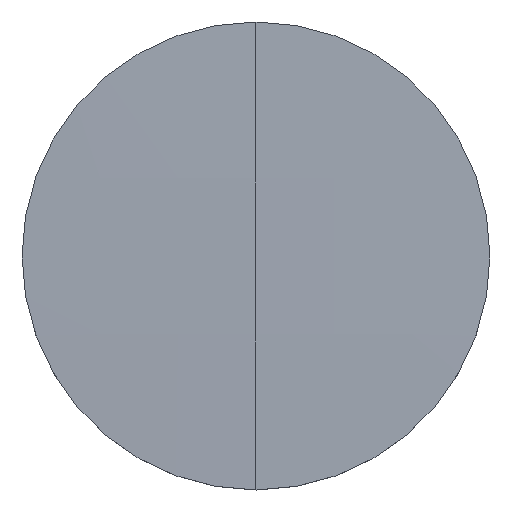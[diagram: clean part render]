
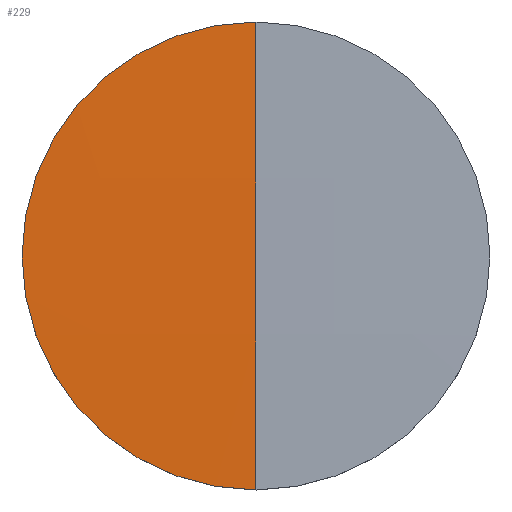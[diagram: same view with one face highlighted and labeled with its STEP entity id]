
A CAD part, top view. The second image highlights one B-rep face of the part: STEP entity #229.
In plain terms, the highlighted free-form (B-spline) face has degree [3, 3] with [4, 4] control points.
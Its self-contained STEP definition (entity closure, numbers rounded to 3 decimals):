
#9 = CARTESIAN_POINT ( 'NONE',  ( -25.554, -8.569, 4.861 ) ) ;
#26 = AXIS2_PLACEMENT_3D ( 'NONE', #105, #232, #204 ) ;
#31 = CARTESIAN_POINT ( 'NONE',  ( -25.554, 8.569, 4.861 ) ) ;
#33 = CARTESIAN_POINT ( 'NONE',  ( -25.549, 25.705, 4.578 ) ) ;
#54 = EDGE_CURVE ( 'NONE', #66, #269, #113, .T. ) ;
#57 = CARTESIAN_POINT ( 'NONE',  ( -17.033, 25.705, 4.718 ) ) ;
#64 = EDGE_LOOP ( 'NONE', ( #167, #101, #246 ) ) ;
#66 = VERTEX_POINT ( 'NONE', #284 ) ;
#68 =( BOUNDED_SURFACE ( )  B_SPLINE_SURFACE ( 3, 3, ( 
 ( #75, #138, #164, #233 ),
 ( #230, #117, #263, #9 ),
 ( #288, #185, #96, #31 ),
 ( #286, #209, #57, #33 ) ),
 .UNSPECIFIED., .F., .F., .F. ) 
 B_SPLINE_SURFACE_WITH_KNOTS ( ( 4, 4 ),
 ( 4, 4 ),
 ( 0., 1. ),
 ( 0., 1. ),
 .UNSPECIFIED. ) 
 GEOMETRIC_REPRESENTATION_ITEM ( )  RATIONAL_B_SPLINE_SURFACE ( (
 ( 1., 1., 1., 1.),
 ( 1., 1., 1., 1.),
 ( 1., 1., 1., 1.),
 ( 1., 1., 1., 1.) ) ) 
 REPRESENTATION_ITEM ( '' )  SURFACE ( )  );
#75 = CARTESIAN_POINT ( 'NONE',  ( 0., -25.705, 4.788 ) ) ;
#96 = CARTESIAN_POINT ( 'NONE',  ( -17.036, 8.569, 5.001 ) ) ;
#99 = DIRECTION ( 'NONE',  ( 1., 0., 0. ) ) ;
#101 = ORIENTED_EDGE ( 'NONE', *, *, #122, .T. ) ;
#105 = CARTESIAN_POINT ( 'NONE',  ( 0., 0., 4.793 ) ) ;
#113 = CIRCLE ( 'NONE', #26, 25.4 ) ;
#117 = CARTESIAN_POINT ( 'NONE',  ( -8.518, -8.569, 5.071 ) ) ;
#119 = DIRECTION ( 'NONE',  ( 0., 0., -1. ) ) ;
#122 = EDGE_CURVE ( 'NONE', #66, #217, #137, .T. ) ;
#130 = CARTESIAN_POINT ( 'NONE',  ( 0., 25.4, 4.793 ) ) ;
#134 = DIRECTION ( 'NONE',  ( 0., -1., 0. ) ) ;
#136 = CARTESIAN_POINT ( 'NONE',  ( 0., 0., -1550. ) ) ;
#137 = CIRCLE ( 'NONE', #293, 1555. ) ;
#138 = CARTESIAN_POINT ( 'NONE',  ( -8.517, -25.705, 4.788 ) ) ;
#140 = CARTESIAN_POINT ( 'NONE',  ( 0., 0., 4.793 ) ) ;
#141 = CARTESIAN_POINT ( 'NONE',  ( -25.4, 0., 4.793 ) ) ;
#154 = CIRCLE ( 'NONE', #278, 25.4 ) ;
#164 = CARTESIAN_POINT ( 'NONE',  ( -17.033, -25.705, 4.718 ) ) ;
#167 = ORIENTED_EDGE ( 'NONE', *, *, #54, .F. ) ;
#182 = DIRECTION ( 'NONE',  ( -1., 0., 0. ) ) ;
#185 = CARTESIAN_POINT ( 'NONE',  ( -8.518, 8.569, 5.071 ) ) ;
#204 = DIRECTION ( 'NONE',  ( 1., 0., 0. ) ) ;
#209 = CARTESIAN_POINT ( 'NONE',  ( -8.517, 25.705, 4.788 ) ) ;
#217 = VERTEX_POINT ( 'NONE', #130 ) ;
#229 = ADVANCED_FACE ( 'NONE', ( #262 ), #68, .T. ) ;
#230 = CARTESIAN_POINT ( 'NONE',  ( 0., -8.569, 5.071 ) ) ;
#232 = DIRECTION ( 'NONE',  ( 0., 0., -1. ) ) ;
#233 = CARTESIAN_POINT ( 'NONE',  ( -25.549, -25.705, 4.578 ) ) ;
#246 = ORIENTED_EDGE ( 'NONE', *, *, #258, .F. ) ;
#258 = EDGE_CURVE ( 'NONE', #269, #217, #154, .T. ) ;
#262 = FACE_OUTER_BOUND ( 'NONE', #64, .T. ) ;
#263 = CARTESIAN_POINT ( 'NONE',  ( -17.036, -8.569, 5.001 ) ) ;
#269 = VERTEX_POINT ( 'NONE', #141 ) ;
#278 = AXIS2_PLACEMENT_3D ( 'NONE', #140, #119, #99 ) ;
#284 = CARTESIAN_POINT ( 'NONE',  ( 0., -25.4, 4.793 ) ) ;
#286 = CARTESIAN_POINT ( 'NONE',  ( 0., 25.705, 4.788 ) ) ;
#288 = CARTESIAN_POINT ( 'NONE',  ( 0., 8.569, 5.071 ) ) ;
#293 = AXIS2_PLACEMENT_3D ( 'NONE', #136, #182, #134 ) ;
